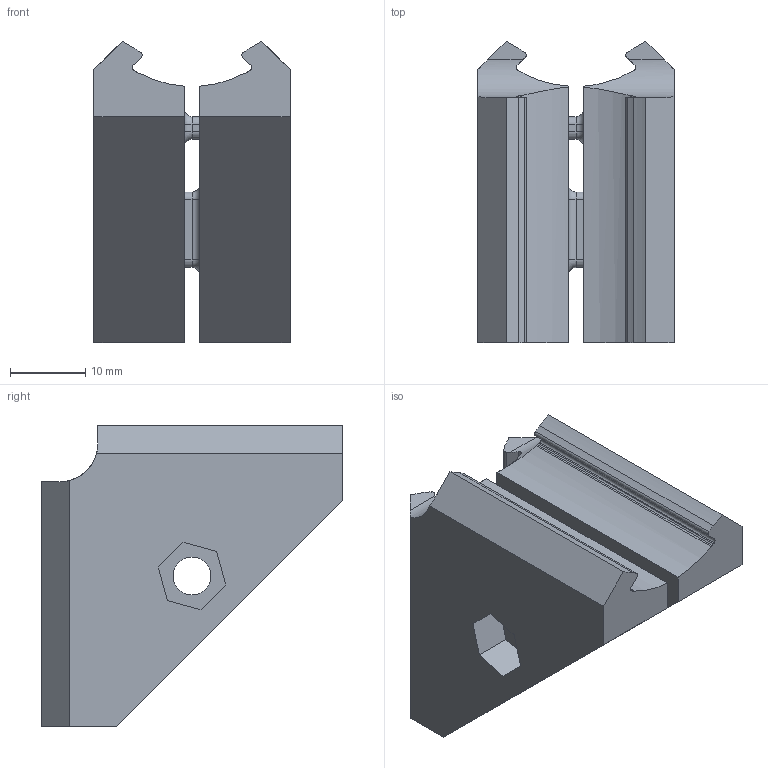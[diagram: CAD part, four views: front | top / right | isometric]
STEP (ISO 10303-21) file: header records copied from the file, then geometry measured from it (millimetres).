
FILE_DESCRIPTION(/* description */ (''),/* implementation_level */ '2;1');
FILE_NAME(/* name */ '5a95f9b4-5bcf-4106-8d75-9c767b0c5a8d.stp',/* time_stamp */ '2019-04-16T02:14:26+00:00',/* author */ (''),/* organization */ (''),/* preprocessor_version */ 'ST-DEVELOPER v18',/* originating_system */ 'Autodesk Translation Framework v8.2.0.1029',/* authorisation */ '');
FILE_SCHEMA (('AUTOMOTIVE_DESIGN { 1 0 10303 214 3 1 1 }'));
Length unit declared in the file: millimetre
Products named in the file (1): 90 joint
Bounding box: 26 x 40 x 40 mm (x, y, z)
Volume: 20101.2 mm3; surface area: 7795.5 mm2
Topology: 2 solids, 2 shells, 168 faces, 401 edges, 235 vertices
Faces by surface type: plane 72, cylinder 62, cone 18, torus 8, sphere 8
Full cylindrical faces by diameter (mm): 5 x2
Entity records: 4829 total; most frequent: CARTESIAN_POINT 899, DIRECTION 854, ORIENTED_EDGE 786, EDGE_CURVE 393, AXIS2_PLACEMENT_3D 306, LINE 242, VECTOR 242, VERTEX_POINT 235
